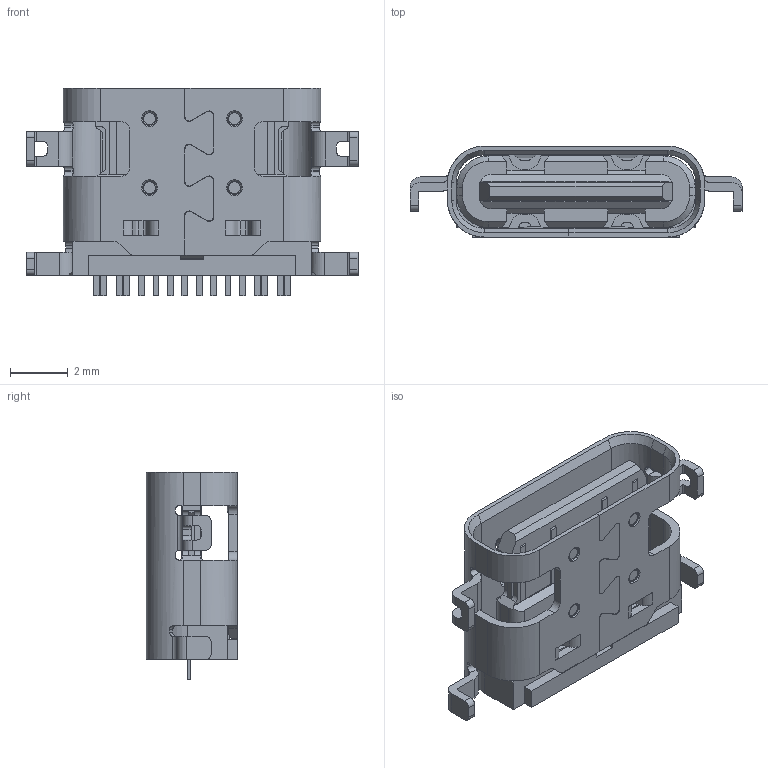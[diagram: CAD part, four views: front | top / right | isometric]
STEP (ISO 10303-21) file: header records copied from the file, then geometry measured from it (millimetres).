
FILE_DESCRIPTION(('STEP AP242'),'1');
FILE_NAME('usb4510-03-1-a.stp','2022-09-18T11:57:42',('TraceParts'),('TraceParts S.A.'),'Spatial InterOp 3D',' ',' ');
FILE_SCHEMA(('AP242_MANAGED_MODEL_BASED_3D_ENGINEERING_MIM_LF {1 0 10303 442 1 1 4}'));
Length unit declared in the file: millimetre
Products named in the file (1): usb4510-03-1-a
Bounding box: 11.54 x 3.18 x 7.2 mm (x, y, z)
Volume: 94.3 mm3; surface area: 431.9 mm2
Topology: 1 solids, 1 shells, 745 faces, 2163 edges, 1405 vertices
Faces by surface type: plane 511, cylinder 191, cone 23, bspline 12, torus 8
Entity records: 27610 total; most frequent: CARTESIAN_POINT 5634, ORIENTED_EDGE 4326, DIRECTION 3819, EDGE_CURVE 2163, LINE 1551, VECTOR 1551, VERTEX_POINT 1405, AXIS2_PLACEMENT_3D 1134
